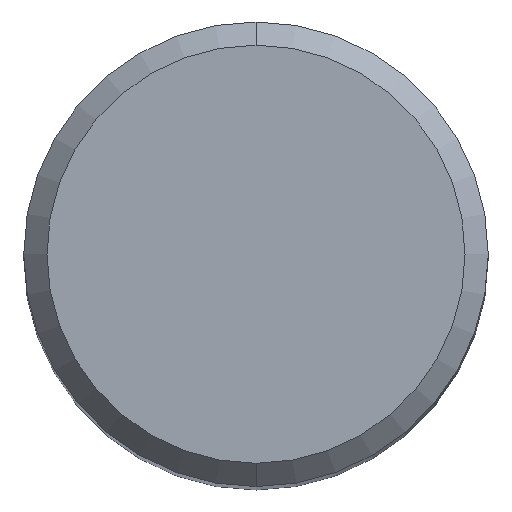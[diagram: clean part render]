
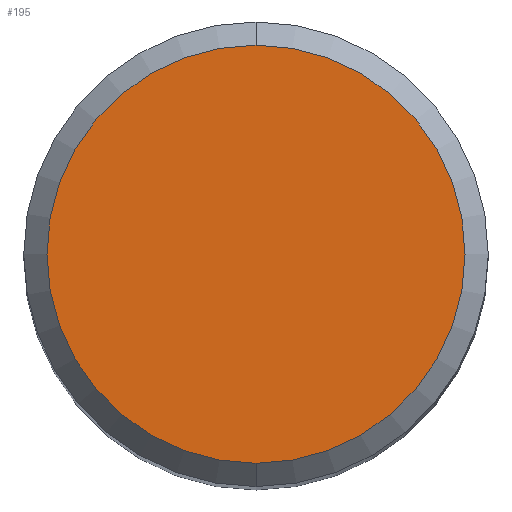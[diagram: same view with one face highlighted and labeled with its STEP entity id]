
A CAD part, top view. The second image highlights one B-rep face of the part: STEP entity #195.
In plain terms, the highlighted planar face has unit normal (0, 0, 1).
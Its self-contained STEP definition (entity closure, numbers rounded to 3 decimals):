
#119=VERTEX_POINT('',#274);
#131=VERTEX_POINT('',#286);
#157=EDGE_CURVE('',#131,#119,#317,.T.);
#187=EDGE_CURVE('',#119,#131,#350,.T.);
#195=ADVANCED_FACE('',(#359),#360,.T.);
#274=CARTESIAN_POINT('',(0.0,3.6,0.0));
#286=CARTESIAN_POINT('',(0.,-3.6,0.0));
#317=CIRCLE('',#491,3.6);
#350=CIRCLE('',#537,3.6);
#359=FACE_OUTER_BOUND('',#550,.T.);
#360=PLANE('',#551);
#491=AXIS2_PLACEMENT_3D('',#691,#692,#693);
#537=AXIS2_PLACEMENT_3D('',#733,#734,#735);
#550=EDGE_LOOP('',(#747,#748));
#551=AXIS2_PLACEMENT_3D('',#749,#750,#751);
#691=CARTESIAN_POINT('',(0.0,0.0,0.0));
#692=DIRECTION('',(0.0,0.0,-1.0));
#693=DIRECTION('',(0.0,1.0,0.0));
#733=CARTESIAN_POINT('',(0.0,0.0,0.0));
#734=DIRECTION('',(0.0,0.0,-1.0));
#735=DIRECTION('',(0.0,1.0,0.0));
#747=ORIENTED_EDGE('',*,*,#187,.F.);
#748=ORIENTED_EDGE('',*,*,#157,.F.);
#749=CARTESIAN_POINT('',(0.0,1.8,0.0));
#750=DIRECTION('',(-0.0,0.0,1.0));
#751=DIRECTION('',(0.0,-1.0,0.0));
